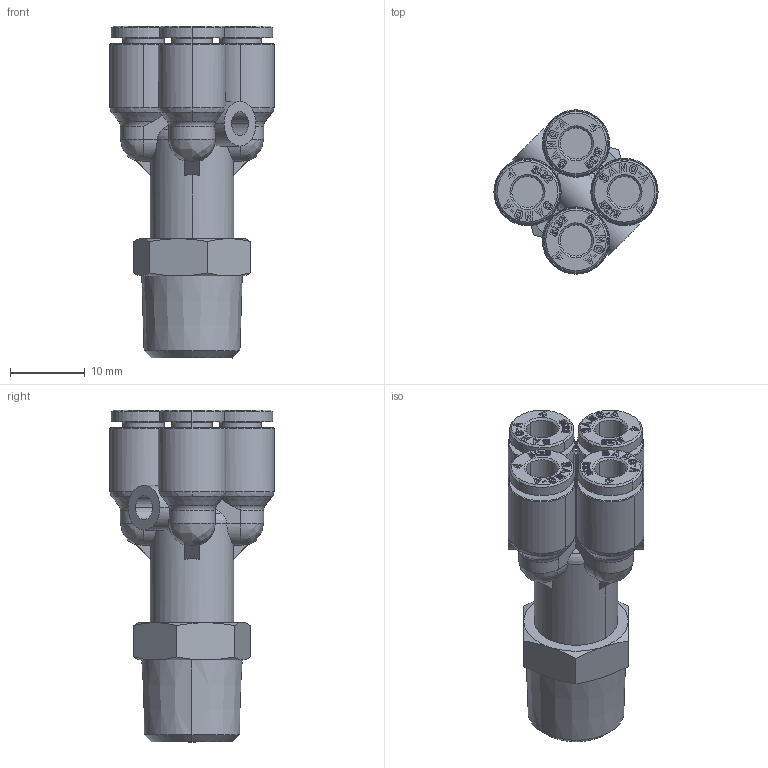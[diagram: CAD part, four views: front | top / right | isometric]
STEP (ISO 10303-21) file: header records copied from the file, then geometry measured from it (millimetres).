
FILE_DESCRIPTION (( 'STEP AP214' ), '1' );
FILE_NAME ('PXT04-02.stp', '2015-09-24T09:50:27', ( '' ), ( '' ), 'SwSTEP 2.0', 'SolidWorks 2015', '' );
FILE_SCHEMA (( 'AUTOMOTIVE_DESIGN' ));
Length unit declared in the file: millimetre
Products named in the file (2): ｦ+ﾃｦ1; PXT04-02
Assembly tree (1 placements, depth 2):
  PXT04-02
    ｦ+ﾃｦ1
Bounding box: 22 x 22 x 44.5 mm (x, y, z)
Volume: 5897.4 mm3; surface area: 4813.7 mm2
Topology: 1 solids, 1 shells, 1645 faces, 4665 edges, 3091 vertices
Faces by surface type: plane 1367, bspline 126, cylinder 84, cone 62, torus 6
Entity records: 55915 total; most frequent: CARTESIAN_POINT 12817, ORIENTED_EDGE 9326, DIRECTION 7557, EDGE_CURVE 4663, VECTOR 3999, LINE 3999, VERTEX_POINT 3091, AXIS2_PLACEMENT_3D 1779
